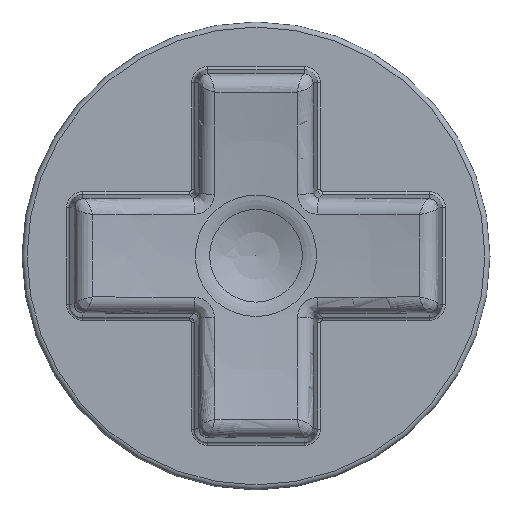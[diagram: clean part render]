
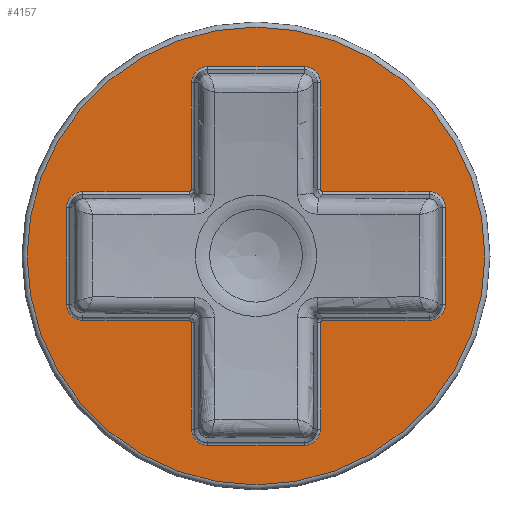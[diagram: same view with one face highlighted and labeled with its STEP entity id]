
A CAD part, top view. The second image highlights one B-rep face of the part: STEP entity #4157.
In plain terms, the highlighted planar face has unit normal (0, 0, 1).
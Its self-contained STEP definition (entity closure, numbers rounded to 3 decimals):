
#82=FACE_BOUND('',#828,.T.);
#95=PLANE('',#4482);
#439=ELLIPSE('',#4406,0.1,0.1);
#441=ELLIPSE('',#4423,0.1,0.1);
#443=ELLIPSE('',#4440,0.1,0.1);
#445=ELLIPSE('',#4457,0.1,0.1);
#566=FACE_OUTER_BOUND('',#827,.T.);
#827=EDGE_LOOP('',(#2868));
#828=EDGE_LOOP('',(#2869,#2870,#2871,#2872,#2873,#2874,#2875,#2876,#2877,
#2878,#2879,#2880,#2881,#2882,#2883,#2884,#2885,#2886,#2887,#2888,#2889,
#2890,#2891,#2892));
#1060=LINE('',#5871,#1231);
#1061=LINE('',#5882,#1232);
#1063=LINE('',#5918,#1234);
#1065=LINE('',#5930,#1236);
#1067=LINE('',#5942,#1238);
#1069=LINE('',#5978,#1240);
#1071=LINE('',#5990,#1242);
#1073=LINE('',#6002,#1244);
#1075=LINE('',#6038,#1246);
#1077=LINE('',#6050,#1248);
#1079=LINE('',#6062,#1250);
#1081=LINE('',#6098,#1252);
#1231=VECTOR('',#4836,10.);
#1232=VECTOR('',#4849,10.);
#1234=VECTOR('',#4861,10.);
#1236=VECTOR('',#4875,10.);
#1238=VECTOR('',#4889,10.);
#1240=VECTOR('',#4901,10.);
#1242=VECTOR('',#4915,10.);
#1244=VECTOR('',#4929,10.);
#1246=VECTOR('',#4941,10.);
#1248=VECTOR('',#4955,10.);
#1250=VECTOR('',#4969,10.);
#1252=VECTOR('',#4981,10.);
#1404=CIRCLE('',#4401,0.794);
#1410=CIRCLE('',#4412,0.794);
#1414=CIRCLE('',#4418,0.794);
#1420=CIRCLE('',#4429,0.794);
#1424=CIRCLE('',#4435,0.794);
#1430=CIRCLE('',#4446,0.794);
#1434=CIRCLE('',#4452,0.794);
#1439=CIRCLE('',#4462,0.794);
#1447=CIRCLE('',#4483,11.24);
#1620=VERTEX_POINT('',#5864);
#1623=VERTEX_POINT('',#5869);
#1625=VERTEX_POINT('',#5874);
#1627=VERTEX_POINT('',#5880);
#1629=VERTEX_POINT('',#5910);
#1631=VERTEX_POINT('',#5916);
#1633=VERTEX_POINT('',#5922);
#1635=VERTEX_POINT('',#5928);
#1637=VERTEX_POINT('',#5934);
#1639=VERTEX_POINT('',#5940);
#1641=VERTEX_POINT('',#5970);
#1643=VERTEX_POINT('',#5976);
#1645=VERTEX_POINT('',#5982);
#1647=VERTEX_POINT('',#5988);
#1649=VERTEX_POINT('',#5994);
#1651=VERTEX_POINT('',#6000);
#1653=VERTEX_POINT('',#6030);
#1655=VERTEX_POINT('',#6036);
#1657=VERTEX_POINT('',#6042);
#1659=VERTEX_POINT('',#6048);
#1661=VERTEX_POINT('',#6054);
#1663=VERTEX_POINT('',#6060);
#1665=VERTEX_POINT('',#6090);
#1667=VERTEX_POINT('',#6096);
#1681=VERTEX_POINT('',#6182);
#2049=EDGE_CURVE('',#1623,#1620,#1060,.T.);
#2051=EDGE_CURVE('',#1625,#1623,#1404,.T.);
#2054=EDGE_CURVE('',#1627,#1625,#1061,.T.);
#2057=EDGE_CURVE('',#1629,#1627,#439,.T.);
#2060=EDGE_CURVE('',#1631,#1629,#1063,.T.);
#2063=EDGE_CURVE('',#1633,#1631,#1410,.T.);
#2066=EDGE_CURVE('',#1635,#1633,#1065,.T.);
#2069=EDGE_CURVE('',#1637,#1635,#1414,.T.);
#2072=EDGE_CURVE('',#1639,#1637,#1067,.T.);
#2075=EDGE_CURVE('',#1641,#1639,#441,.T.);
#2078=EDGE_CURVE('',#1643,#1641,#1069,.T.);
#2081=EDGE_CURVE('',#1645,#1643,#1420,.T.);
#2084=EDGE_CURVE('',#1647,#1645,#1071,.T.);
#2087=EDGE_CURVE('',#1649,#1647,#1424,.T.);
#2090=EDGE_CURVE('',#1651,#1649,#1073,.T.);
#2093=EDGE_CURVE('',#1653,#1651,#443,.T.);
#2096=EDGE_CURVE('',#1655,#1653,#1075,.T.);
#2099=EDGE_CURVE('',#1657,#1655,#1430,.T.);
#2102=EDGE_CURVE('',#1659,#1657,#1077,.T.);
#2105=EDGE_CURVE('',#1661,#1659,#1434,.T.);
#2108=EDGE_CURVE('',#1663,#1661,#1079,.T.);
#2111=EDGE_CURVE('',#1665,#1663,#445,.T.);
#2114=EDGE_CURVE('',#1667,#1665,#1081,.T.);
#2116=EDGE_CURVE('',#1620,#1667,#1439,.T.);
#2143=EDGE_CURVE('',#1681,#1681,#1447,.T.);
#2868=ORIENTED_EDGE('',*,*,#2143,.F.);
#2869=ORIENTED_EDGE('',*,*,#2049,.F.);
#2870=ORIENTED_EDGE('',*,*,#2051,.F.);
#2871=ORIENTED_EDGE('',*,*,#2054,.F.);
#2872=ORIENTED_EDGE('',*,*,#2057,.F.);
#2873=ORIENTED_EDGE('',*,*,#2060,.F.);
#2874=ORIENTED_EDGE('',*,*,#2063,.F.);
#2875=ORIENTED_EDGE('',*,*,#2066,.F.);
#2876=ORIENTED_EDGE('',*,*,#2069,.F.);
#2877=ORIENTED_EDGE('',*,*,#2072,.F.);
#2878=ORIENTED_EDGE('',*,*,#2075,.F.);
#2879=ORIENTED_EDGE('',*,*,#2078,.F.);
#2880=ORIENTED_EDGE('',*,*,#2081,.F.);
#2881=ORIENTED_EDGE('',*,*,#2084,.F.);
#2882=ORIENTED_EDGE('',*,*,#2087,.F.);
#2883=ORIENTED_EDGE('',*,*,#2090,.F.);
#2884=ORIENTED_EDGE('',*,*,#2093,.F.);
#2885=ORIENTED_EDGE('',*,*,#2096,.F.);
#2886=ORIENTED_EDGE('',*,*,#2099,.F.);
#2887=ORIENTED_EDGE('',*,*,#2102,.F.);
#2888=ORIENTED_EDGE('',*,*,#2105,.F.);
#2889=ORIENTED_EDGE('',*,*,#2108,.F.);
#2890=ORIENTED_EDGE('',*,*,#2111,.F.);
#2891=ORIENTED_EDGE('',*,*,#2114,.F.);
#2892=ORIENTED_EDGE('',*,*,#2116,.F.);
#4157=ADVANCED_FACE('',(#566,#82),#95,.F.);
#4401=AXIS2_PLACEMENT_3D('',#5876,#4841,#4842);
#4406=AXIS2_PLACEMENT_3D('',#5912,#4853,#4854);
#4412=AXIS2_PLACEMENT_3D('',#5924,#4867,#4868);
#4418=AXIS2_PLACEMENT_3D('',#5936,#4881,#4882);
#4423=AXIS2_PLACEMENT_3D('',#5972,#4893,#4894);
#4429=AXIS2_PLACEMENT_3D('',#5984,#4907,#4908);
#4435=AXIS2_PLACEMENT_3D('',#5996,#4921,#4922);
#4440=AXIS2_PLACEMENT_3D('',#6032,#4933,#4934);
#4446=AXIS2_PLACEMENT_3D('',#6044,#4947,#4948);
#4452=AXIS2_PLACEMENT_3D('',#6056,#4961,#4962);
#4457=AXIS2_PLACEMENT_3D('',#6092,#4973,#4974);
#4462=AXIS2_PLACEMENT_3D('',#6101,#4985,#4986);
#4482=AXIS2_PLACEMENT_3D('',#6181,#5038,#5039);
#4483=AXIS2_PLACEMENT_3D('',#6183,#5040,#5041);
#4836=DIRECTION('',(0.,1.,0.));
#4841=DIRECTION('center_axis',(0.,0.,1.));
#4842=DIRECTION('ref_axis',(0.707,-0.707,0.));
#4849=DIRECTION('',(1.,0.,0.));
#4853=DIRECTION('center_axis',(0.,0.,-1.));
#4854=DIRECTION('ref_axis',(-0.707,0.707,0.));
#4861=DIRECTION('',(0.,1.,0.));
#4867=DIRECTION('center_axis',(0.,0.,1.));
#4868=DIRECTION('ref_axis',(0.707,-0.707,0.));
#4875=DIRECTION('',(1.,0.,0.));
#4881=DIRECTION('center_axis',(0.,0.,1.));
#4882=DIRECTION('ref_axis',(-0.707,-0.707,0.));
#4889=DIRECTION('',(0.,-1.,0.));
#4893=DIRECTION('center_axis',(0.,0.,-1.));
#4894=DIRECTION('ref_axis',(0.707,0.707,0.));
#4901=DIRECTION('',(1.,0.,0.));
#4907=DIRECTION('center_axis',(0.,0.,1.));
#4908=DIRECTION('ref_axis',(-0.707,-0.707,0.));
#4915=DIRECTION('',(0.,-1.,0.));
#4921=DIRECTION('center_axis',(0.,0.,1.));
#4922=DIRECTION('ref_axis',(-0.707,0.707,0.));
#4929=DIRECTION('',(-1.,0.,0.));
#4933=DIRECTION('center_axis',(0.,0.,-1.));
#4934=DIRECTION('ref_axis',(0.707,-0.707,0.));
#4941=DIRECTION('',(0.,-1.,0.));
#4947=DIRECTION('center_axis',(0.,0.,1.));
#4948=DIRECTION('ref_axis',(-0.707,0.707,0.));
#4955=DIRECTION('',(-1.,0.,0.));
#4961=DIRECTION('center_axis',(0.,0.,1.));
#4962=DIRECTION('ref_axis',(0.707,0.707,0.));
#4969=DIRECTION('',(0.,1.,0.));
#4973=DIRECTION('center_axis',(0.,0.,-1.));
#4974=DIRECTION('ref_axis',(-0.707,-0.707,0.));
#4981=DIRECTION('',(-1.,0.,0.));
#4985=DIRECTION('center_axis',(0.,0.,1.));
#4986=DIRECTION('ref_axis',(0.707,0.707,0.));
#5038=DIRECTION('center_axis',(0.,0.,-1.));
#5039=DIRECTION('ref_axis',(1.,0.,0.));
#5040=DIRECTION('center_axis',(0.,0.,-1.));
#5041=DIRECTION('ref_axis',(1.,0.,0.));
#5864=CARTESIAN_POINT('',(-12.927,-27.507,0.));
#5869=CARTESIAN_POINT('',(-12.927,-32.257,0.));
#5871=CARTESIAN_POINT('',(-12.927,-31.07,0.));
#5874=CARTESIAN_POINT('',(-13.721,-33.052,0.));
#5876=CARTESIAN_POINT('Origin',(-13.721,-32.257,0.));
#5880=CARTESIAN_POINT('',(-18.952,-33.052,0.));
#5882=CARTESIAN_POINT('',(-20.709,-33.052,0.));
#5910=CARTESIAN_POINT('',(-19.052,-33.152,0.));
#5912=CARTESIAN_POINT('Origin',(-18.952,-33.152,0.));
#5916=CARTESIAN_POINT('',(-19.052,-38.382,0.));
#5918=CARTESIAN_POINT('',(-19.052,-28.37,0.));
#5922=CARTESIAN_POINT('',(-19.846,-39.177,0.));
#5924=CARTESIAN_POINT('Origin',(-19.846,-38.382,0.));
#5928=CARTESIAN_POINT('',(-24.596,-39.177,0.));
#5930=CARTESIAN_POINT('',(-23.409,-39.177,0.));
#5934=CARTESIAN_POINT('',(-25.39,-38.382,0.));
#5936=CARTESIAN_POINT('Origin',(-24.596,-38.382,0.));
#5940=CARTESIAN_POINT('',(-25.39,-33.152,0.));
#5942=CARTESIAN_POINT('',(-25.39,-25.632,0.));
#5970=CARTESIAN_POINT('',(-25.49,-33.052,0.));
#5972=CARTESIAN_POINT('Origin',(-25.491,-33.152,0.));
#5976=CARTESIAN_POINT('',(-30.721,-33.052,0.));
#5978=CARTESIAN_POINT('',(-20.709,-33.052,0.));
#5982=CARTESIAN_POINT('',(-31.515,-32.257,0.));
#5984=CARTESIAN_POINT('Origin',(-30.721,-32.257,0.));
#5988=CARTESIAN_POINT('',(-31.515,-27.507,0.));
#5990=CARTESIAN_POINT('',(-31.515,-28.695,0.));
#5994=CARTESIAN_POINT('',(-30.721,-26.713,0.));
#5996=CARTESIAN_POINT('Origin',(-30.721,-27.507,0.));
#6000=CARTESIAN_POINT('',(-25.49,-26.713,0.));
#6002=CARTESIAN_POINT('',(-17.971,-26.713,0.));
#6030=CARTESIAN_POINT('',(-25.39,-26.613,0.));
#6032=CARTESIAN_POINT('Origin',(-25.491,-26.613,0.));
#6036=CARTESIAN_POINT('',(-25.39,-21.382,0.));
#6038=CARTESIAN_POINT('',(-25.39,-25.632,0.));
#6042=CARTESIAN_POINT('',(-24.596,-20.588,0.));
#6044=CARTESIAN_POINT('Origin',(-24.596,-21.382,0.));
#6048=CARTESIAN_POINT('',(-19.846,-20.588,0.));
#6050=CARTESIAN_POINT('',(-21.034,-20.588,0.));
#6054=CARTESIAN_POINT('',(-19.052,-21.382,0.));
#6056=CARTESIAN_POINT('Origin',(-19.846,-21.382,0.));
#6060=CARTESIAN_POINT('',(-19.052,-26.613,0.));
#6062=CARTESIAN_POINT('',(-19.052,-28.37,0.));
#6090=CARTESIAN_POINT('',(-18.952,-26.713,0.));
#6092=CARTESIAN_POINT('Origin',(-18.952,-26.613,0.));
#6096=CARTESIAN_POINT('',(-13.721,-26.713,0.));
#6098=CARTESIAN_POINT('',(-17.971,-26.713,0.));
#6101=CARTESIAN_POINT('Origin',(-13.721,-27.507,0.));
#6181=CARTESIAN_POINT('Origin',(-22.221,-29.882,0.));
#6182=CARTESIAN_POINT('',(-10.981,-29.882,0.));
#6183=CARTESIAN_POINT('Origin',(-22.221,-29.882,0.));
